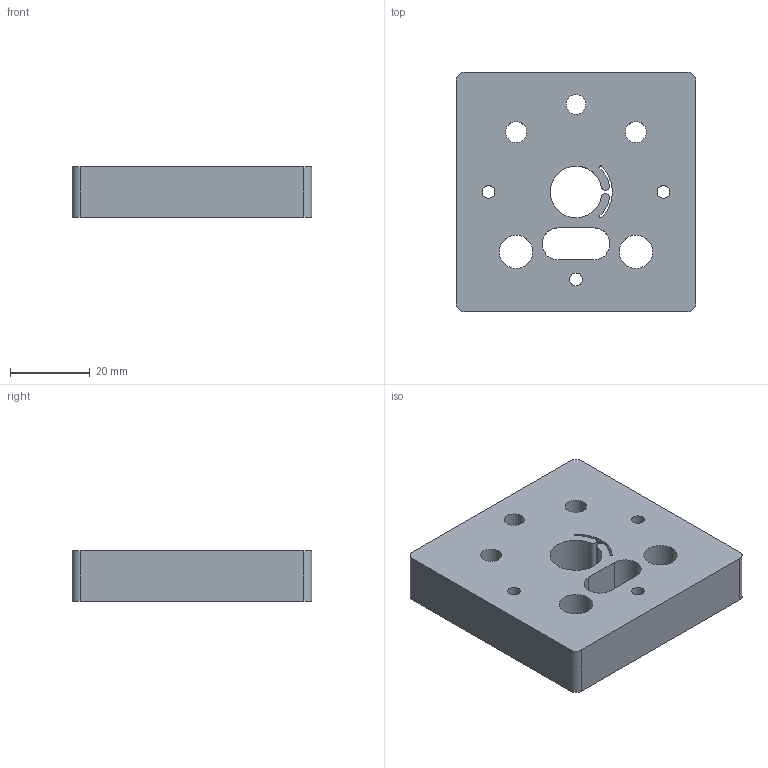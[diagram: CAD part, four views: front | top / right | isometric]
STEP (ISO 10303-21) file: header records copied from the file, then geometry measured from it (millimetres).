
FILE_DESCRIPTION(/* description */ (''),/* implementation_level */ '2;1');
FILE_NAME(/* name */ 'X_Motor_2_Alu.stp',/* time_stamp */ '2022-03-10T17:44:46-08:00',/* author */ (''),/* organization */ (''),/* preprocessor_version */ 'ST-DEVELOPER v18.1',/* originating_system */ 'Autodesk Translation Framework v10.13.0.1454',/* authorisation */ '');
FILE_SCHEMA (('AUTOMOTIVE_DESIGN { 1 0 10303 214 3 1 1 }'));
Length unit declared in the file: millimetre
Products named in the file (1): STP:XY/X_Motor_2_Alu
Bounding box: 60 x 60 x 12.7 mm (x, y, z)
Volume: 38957.4 mm3; surface area: 12633.5 mm2
Topology: 1 solids, 1 shells, 40 faces, 105 edges, 70 vertices
Faces by surface type: cylinder 26, plane 14
Full cylindrical faces by diameter (mm): 3.2 x3, 5 x1, 5.3 x2, 6.5 x2, 8.4 x2, 10 x1
Entity records: 1336 total; most frequent: DIRECTION 241, CARTESIAN_POINT 216, ORIENTED_EDGE 210, EDGE_CURVE 105, AXIS2_PLACEMENT_3D 95, VERTEX_POINT 70, EDGE_LOOP 63, CIRCLE 54
